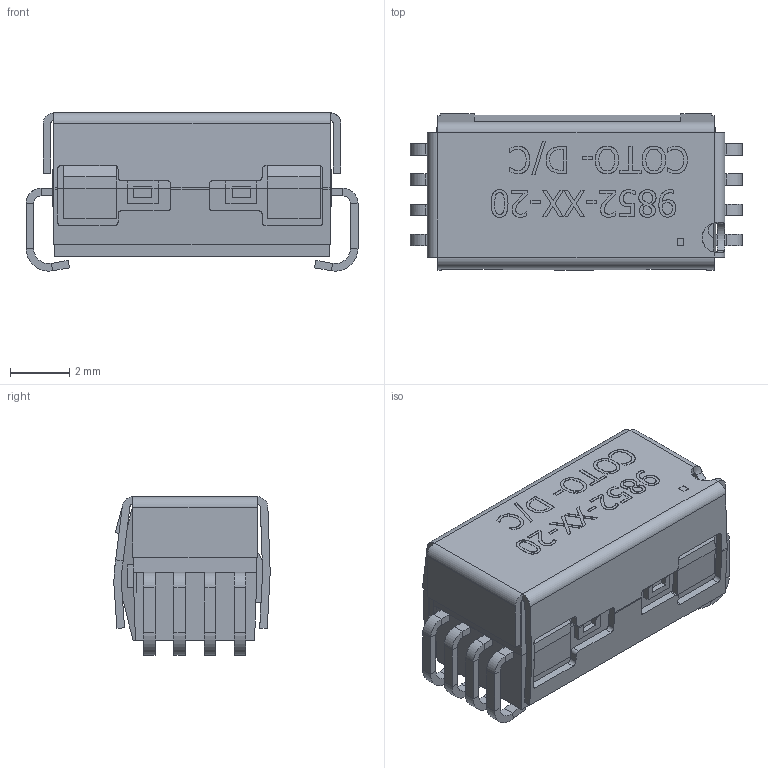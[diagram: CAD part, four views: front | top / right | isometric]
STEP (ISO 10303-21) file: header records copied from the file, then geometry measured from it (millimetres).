
FILE_DESCRIPTION((''),'2;1');
FILE_NAME('9852- J (A).stp','2012-09-17T09:42:40',('odafonseca'),(''),'Autodesk Inventor 2011','Autodesk Inventor 2011','');
FILE_SCHEMA(('AUTOMOTIVE_DESIGN { 1 0 10303 214 1 1 1 1 }'));
Length unit declared in the file: inch
Products named in the file (1): 9852- J (A)
Bounding box: 11.17 x 5.26 x 5.33 mm (x, y, z)
Volume: 157.4 mm3; surface area: 529.5 mm2
Topology: 1 solids, 2 shells, 642 faces, 1686 edges, 1064 vertices
Faces by surface type: plane 404, bspline 157, cylinder 81
Full cylindrical faces by diameter (mm): 1.778 x2
Entity records: 21493 total; most frequent: CARTESIAN_POINT 6005, ORIENTED_EDGE 3368, DIRECTION 2506, EDGE_CURVE 1684, VECTOR 1206, LINE 1206, VERTEX_POINT 1064, EDGE_LOOP 672
